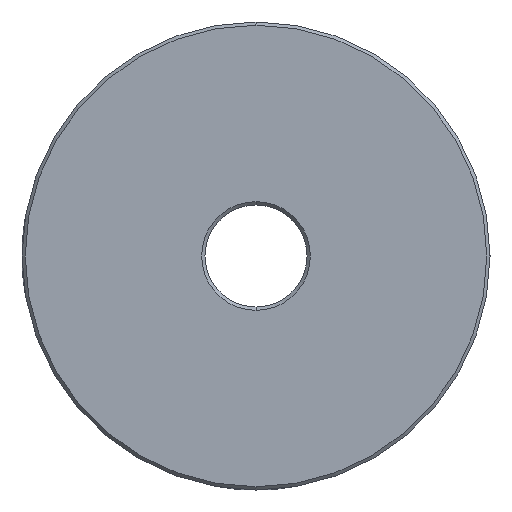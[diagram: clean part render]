
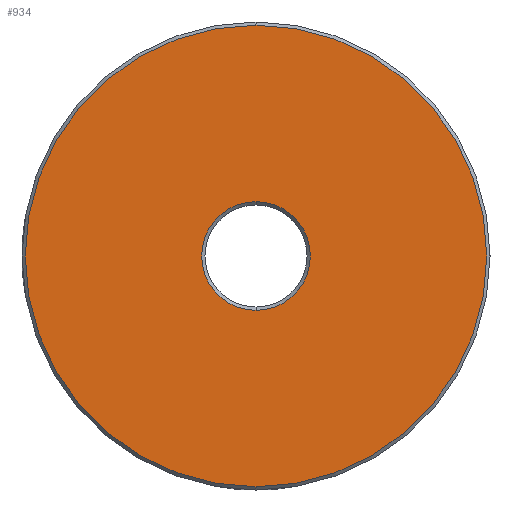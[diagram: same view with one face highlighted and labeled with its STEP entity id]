
A CAD part, left-side view. The second image highlights one B-rep face of the part: STEP entity #934.
In plain terms, the highlighted planar face has unit normal (-1, 0, 0).
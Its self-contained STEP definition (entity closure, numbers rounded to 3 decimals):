
#298 = VERTEX_POINT ( 'NONE', #5674 ) ;
#299 = VERTEX_POINT ( 'NONE', #5673 ) ;
#300 = VERTEX_POINT ( 'NONE', #5672 ) ;
#301 = VERTEX_POINT ( 'NONE', #5671 ) ;
#461 = EDGE_CURVE ( 'NONE', #299, #298, #2736, .T. ) ;
#475 = EDGE_CURVE ( 'NONE', #300, #301, #2758, .T. ) ;
#539 = EDGE_LOOP ( 'NONE', ( #1251, #1252 ) ) ;
#562 = EDGE_LOOP ( 'NONE', ( #1253, #1254 ) ) ;
#934 = ADVANCED_FACE ( 'NONE', ( #3915, #3918 ), #3517, .F. ) ;
#1251 = ORIENTED_EDGE ( 'NONE', *, *, #1389, .T. ) ;
#1252 = ORIENTED_EDGE ( 'NONE', *, *, #475, .T. ) ;
#1253 = ORIENTED_EDGE ( 'NONE', *, *, #461, .T. ) ;
#1254 = ORIENTED_EDGE ( 'NONE', *, *, #1390, .T. ) ;
#1389 = EDGE_CURVE ( 'NONE', #301, #300, #4109, .T. ) ;
#1390 = EDGE_CURVE ( 'NONE', #298, #299, #4111, .T. ) ;
#1630 = AXIS2_PLACEMENT_3D ( 'NONE', #2309, #2310, #2311 ) ;
#2309 = CARTESIAN_POINT ( 'NONE',  ( -31., 0., 0. ) ) ;
#2310 = DIRECTION ( 'NONE',  ( 1., 0., 0. ) ) ;
#2311 = DIRECTION ( 'NONE',  ( 0., 0., -1. ) ) ;
#2372 = CARTESIAN_POINT ( 'NONE',  ( -31., 0., 0. ) ) ;
#2373 = DIRECTION ( 'NONE',  ( -1., 0., 0. ) ) ;
#2374 = DIRECTION ( 'NONE',  ( 0., 0., -1. ) ) ;
#2736 = CIRCLE ( 'NONE', #1630, 6.381 ) ;
#2758 = CIRCLE ( 'NONE', #2943, 27.119 ) ;
#2943 = AXIS2_PLACEMENT_3D ( 'NONE', #2372, #2373, #2374 ) ;
#3043 = AXIS2_PLACEMENT_3D ( 'NONE', #3520, #3531, #3532 ) ;
#3131 = AXIS2_PLACEMENT_3D ( 'NONE', #4342, #4364, #4365 ) ;
#3132 = AXIS2_PLACEMENT_3D ( 'NONE', #4361, #4367, #4368 ) ;
#3517 = PLANE ( 'NONE',  #3043 ) ;
#3520 = CARTESIAN_POINT ( 'NONE',  ( -31., 0., 0. ) ) ;
#3531 = DIRECTION ( 'NONE',  ( 1., 0., 0. ) ) ;
#3532 = DIRECTION ( 'NONE',  ( 0., 0., -1. ) ) ;
#3915 = FACE_OUTER_BOUND ( 'NONE', #539, .T. ) ;
#3918 = FACE_BOUND ( 'NONE', #562, .T. ) ;
#4109 = CIRCLE ( 'NONE', #3131, 27.119 ) ;
#4111 = CIRCLE ( 'NONE', #3132, 6.381 ) ;
#4342 = CARTESIAN_POINT ( 'NONE',  ( -31., 0., 0. ) ) ;
#4361 = CARTESIAN_POINT ( 'NONE',  ( -31., 0., 0. ) ) ;
#4364 = DIRECTION ( 'NONE',  ( -1., 0., 0. ) ) ;
#4365 = DIRECTION ( 'NONE',  ( 0., 0., -1. ) ) ;
#4367 = DIRECTION ( 'NONE',  ( 1., 0., 0. ) ) ;
#4368 = DIRECTION ( 'NONE',  ( 0., 0., -1. ) ) ;
#5671 = CARTESIAN_POINT ( 'NONE',  ( -31., 0., -27.119 ) ) ;
#5672 = CARTESIAN_POINT ( 'NONE',  ( -31., 0., 27.119 ) ) ;
#5673 = CARTESIAN_POINT ( 'NONE',  ( -31., 0., 6.381 ) ) ;
#5674 = CARTESIAN_POINT ( 'NONE',  ( -31., 0., -6.381 ) ) ;
